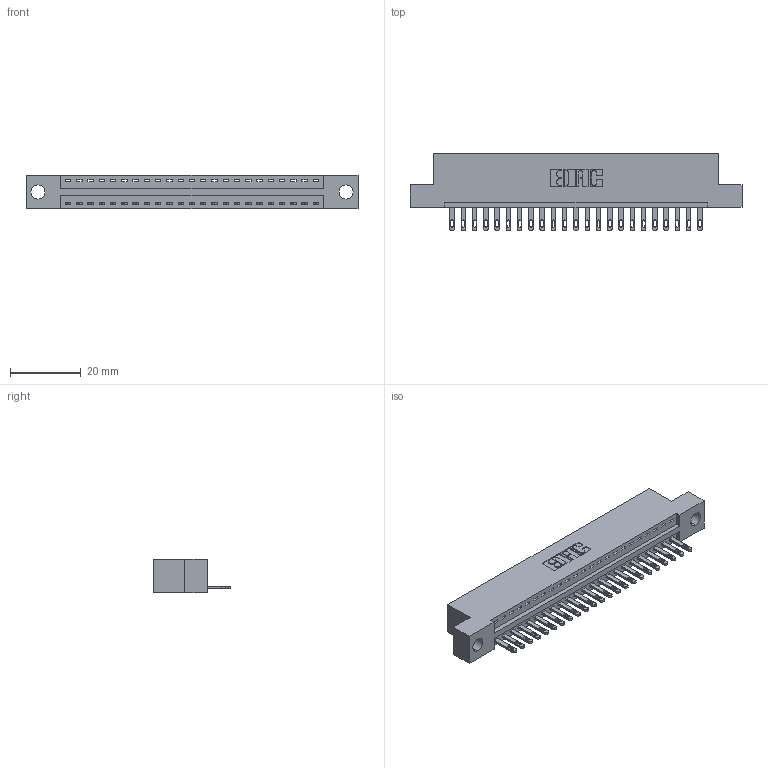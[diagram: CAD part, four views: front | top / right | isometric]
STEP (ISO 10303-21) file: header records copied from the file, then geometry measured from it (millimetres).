
FILE_DESCRIPTION (( 'STEP AP203' ), '1' );
FILE_NAME ('346-023-500-104.STEP', '2022-05-05T20:26:35', ( '' ), ( '' ), 'SwSTEP 2.0', 'SolidWorks 2020', '' );
FILE_SCHEMA (( 'CONFIG_CONTROL_DESIGN' ));
Length unit declared in the file: inch
Products named in the file (3): 345-292-001_345-293-100; 346 Part_Flush Mounting Lugs - 0.156 Dia-TH; 346-023-500-104
Assembly tree (24 placements, depth 2):
  346-023-500-104
    346 Part_Flush Mounting Lugs - 0.156 Dia-TH
    345-292-001_345-293-100  x23
Bounding box: 93.6 x 21.84 x 9.4 mm (x, y, z)
Volume: 8736.9 mm3; surface area: 10605.8 mm2
Topology: 24 solids, 24 shells, 1378 faces, 4229 edges, 2818 vertices
Faces by surface type: plane 872, cylinder 506
Entity records: 17181 total; most frequent: CARTESIAN_POINT 2959, ORIENTED_EDGE 2914, DIRECTION 2635, EDGE_CURVE 1457, LINE 1229, VECTOR 1229, VERTEX_POINT 970, AXIS2_PLACEMENT_3D 703
